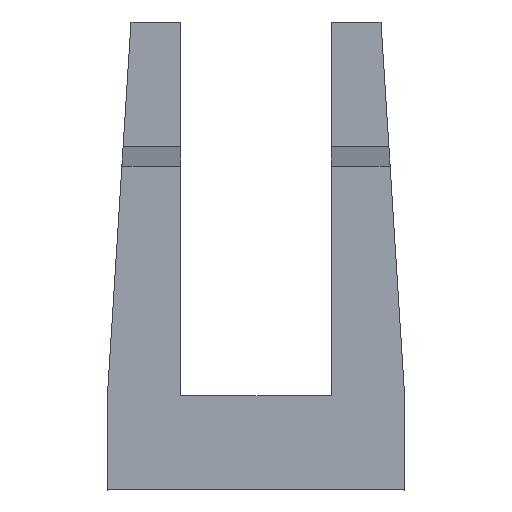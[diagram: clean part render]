
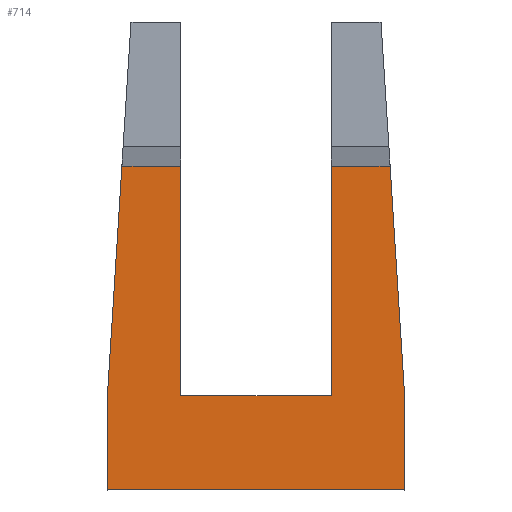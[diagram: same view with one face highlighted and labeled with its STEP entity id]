
A CAD part, left-side view. The second image highlights one B-rep face of the part: STEP entity #714.
In plain terms, the highlighted planar face has unit normal (-1, 0, 0).
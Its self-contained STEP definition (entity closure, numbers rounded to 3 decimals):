
#653=AXIS2_PLACEMENT_3D('Plane Axis2P3D',#650,#651,#652) ;
#397=CARTESIAN_POINT('Vertex',(0.11,4.75,2.)) ;
#400=CARTESIAN_POINT('Line Origine',(0.11,3.15,2.)) ;
#404=CARTESIAN_POINT('Vertex',(0.11,1.55,2.)) ;
#603=CARTESIAN_POINT('Line Origine',(0.11,5.371,6.866)) ;
#607=CARTESIAN_POINT('Vertex',(0.11,4.75,6.866)) ;
#609=CARTESIAN_POINT('Vertex',(0.11,5.993,6.866)) ;
#634=CARTESIAN_POINT('Line Origine',(0.11,4.75,4.433)) ;
#650=CARTESIAN_POINT('Axis2P3D Location',(0.11,-0.1,6.9)) ;
#655=CARTESIAN_POINT('Line Origine',(0.11,6.146,4.433)) ;
#659=CARTESIAN_POINT('Vertex',(0.11,6.3,2.)) ;
#662=CARTESIAN_POINT('Line Origine',(0.11,6.3,1.)) ;
#666=CARTESIAN_POINT('Vertex',(0.11,6.3,0.)) ;
#669=CARTESIAN_POINT('Line Origine',(0.11,3.15,0.)) ;
#673=CARTESIAN_POINT('Vertex',(0.11,0.,0.)) ;
#676=CARTESIAN_POINT('Line Origine',(0.11,0.,1.)) ;
#680=CARTESIAN_POINT('Vertex',(0.11,0.,2.)) ;
#683=CARTESIAN_POINT('Line Origine',(0.11,0.154,4.433)) ;
#687=CARTESIAN_POINT('Vertex',(0.11,0.307,6.866)) ;
#690=CARTESIAN_POINT('Line Origine',(0.11,0.929,6.866)) ;
#694=CARTESIAN_POINT('Vertex',(0.11,1.55,6.866)) ;
#697=CARTESIAN_POINT('Line Origine',(0.11,1.55,4.433)) ;
#401=DIRECTION('Vector Direction',(0.,-1.,0.)) ;
#604=DIRECTION('Vector Direction',(0.,1.,0.)) ;
#635=DIRECTION('Vector Direction',(0.,0.,-1.)) ;
#651=DIRECTION('Axis2P3D Direction',(1.,0.,0.)) ;
#652=DIRECTION('Axis2P3D XDirection',(0.,0.,-1.)) ;
#656=DIRECTION('Vector Direction',(0.,-0.063,0.998)) ;
#663=DIRECTION('Vector Direction',(0.,0.,-1.)) ;
#670=DIRECTION('Vector Direction',(0.,1.,0.)) ;
#677=DIRECTION('Vector Direction',(0.,0.,-1.)) ;
#684=DIRECTION('Vector Direction',(0.,-0.063,-0.998)) ;
#691=DIRECTION('Vector Direction',(0.,-1.,0.)) ;
#698=DIRECTION('Vector Direction',(0.,0.,1.)) ;
#402=VECTOR('Line Direction',#401,1.) ;
#605=VECTOR('Line Direction',#604,1.) ;
#636=VECTOR('Line Direction',#635,1.) ;
#657=VECTOR('Line Direction',#656,1.) ;
#664=VECTOR('Line Direction',#663,1.) ;
#671=VECTOR('Line Direction',#670,1.) ;
#678=VECTOR('Line Direction',#677,1.) ;
#685=VECTOR('Line Direction',#684,1.) ;
#692=VECTOR('Line Direction',#691,1.) ;
#699=VECTOR('Line Direction',#698,1.) ;
#703=ORIENTED_EDGE('',*,*,#406,.F.) ;
#704=ORIENTED_EDGE('',*,*,#638,.F.) ;
#705=ORIENTED_EDGE('',*,*,#611,.T.) ;
#706=ORIENTED_EDGE('',*,*,#661,.F.) ;
#707=ORIENTED_EDGE('',*,*,#668,.T.) ;
#708=ORIENTED_EDGE('',*,*,#675,.F.) ;
#709=ORIENTED_EDGE('',*,*,#682,.F.) ;
#710=ORIENTED_EDGE('',*,*,#689,.F.) ;
#711=ORIENTED_EDGE('',*,*,#696,.F.) ;
#712=ORIENTED_EDGE('',*,*,#701,.F.) ;
#714=ADVANCED_FACE('Strain Relief',(#713),#654,.F.) ;
#406=EDGE_CURVE('',#398,#405,#403,.T.) ;
#611=EDGE_CURVE('',#608,#610,#606,.T.) ;
#638=EDGE_CURVE('',#608,#398,#637,.T.) ;
#661=EDGE_CURVE('',#660,#610,#658,.T.) ;
#668=EDGE_CURVE('',#660,#667,#665,.T.) ;
#675=EDGE_CURVE('',#674,#667,#672,.T.) ;
#682=EDGE_CURVE('',#681,#674,#679,.T.) ;
#689=EDGE_CURVE('',#688,#681,#686,.T.) ;
#696=EDGE_CURVE('',#695,#688,#693,.T.) ;
#701=EDGE_CURVE('',#405,#695,#700,.T.) ;
#702=EDGE_LOOP('',(#703,#704,#705,#706,#707,#708,#709,#710,#711,#712)) ;
#713=FACE_OUTER_BOUND('',#702,.T.) ;
#403=LINE('Line',#400,#402) ;
#606=LINE('Line',#603,#605) ;
#637=LINE('Line',#634,#636) ;
#658=LINE('Line',#655,#657) ;
#665=LINE('Line',#662,#664) ;
#672=LINE('Line',#669,#671) ;
#679=LINE('Line',#676,#678) ;
#686=LINE('Line',#683,#685) ;
#693=LINE('Line',#690,#692) ;
#700=LINE('Line',#697,#699) ;
#654=PLANE('',#653) ;
#398=VERTEX_POINT('',#397) ;
#405=VERTEX_POINT('',#404) ;
#608=VERTEX_POINT('',#607) ;
#610=VERTEX_POINT('',#609) ;
#660=VERTEX_POINT('',#659) ;
#667=VERTEX_POINT('',#666) ;
#674=VERTEX_POINT('',#673) ;
#681=VERTEX_POINT('',#680) ;
#688=VERTEX_POINT('',#687) ;
#695=VERTEX_POINT('',#694) ;
